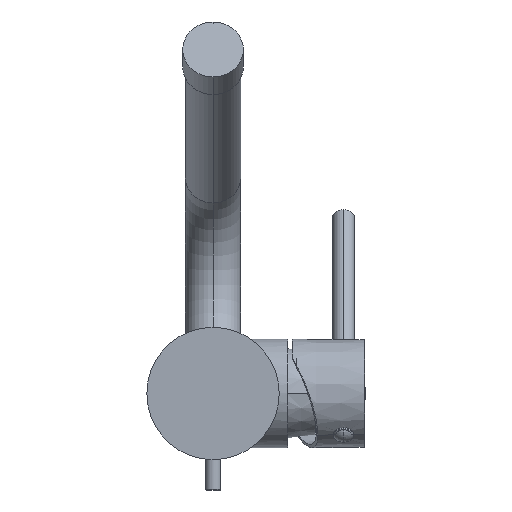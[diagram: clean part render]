
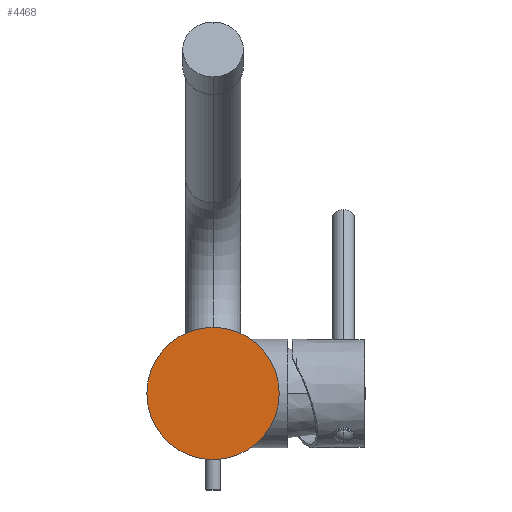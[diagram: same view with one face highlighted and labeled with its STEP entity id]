
A CAD part, front view. The second image highlights one B-rep face of the part: STEP entity #4468.
In plain terms, the highlighted planar face has unit normal (0, -1, 0).
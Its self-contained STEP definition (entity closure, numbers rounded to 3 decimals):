
#4421=CARTESIAN_POINT('',(0.,-4.,0.));
#4422=DIRECTION('',(0.,-1.,0.));
#4423=DIRECTION('',(1.,0.,0.));
#4424=AXIS2_PLACEMENT_3D('',#4421,#4422,#4423);
#4434=CARTESIAN_POINT('',(0.,-4.,0.));
#4435=DIRECTION('',(0.,1.,0.));
#4436=DIRECTION('',(1.,0.,0.));
#4437=AXIS2_PLACEMENT_3D('',#4434,#4435,#4436);
#4449=CARTESIAN_POINT('',(24.,-4.,0.));
#4451=VERTEX_POINT('',#4449);
#4453=CARTESIAN_POINT('',(-24.,-4.,0.));
#4455=VERTEX_POINT('',#4453);
#4457=CARTESIAN_POINT('',(0.,-4.,0.));
#4458=DIRECTION('',(0.,-1.,0.));
#4459=DIRECTION('',(-1.,0.,0.));
#4460=AXIS2_PLACEMENT_3D('',#4457,#4458,#4459);
#4461=PLANE('',#4460);
#4463=ORIENTED_EDGE('',*,*,#4462,.F.);
#4465=ORIENTED_EDGE('',*,*,#4464,.T.);
#4466=EDGE_LOOP('',(#4463,#4465));
#4467=FACE_OUTER_BOUND('',#4466,.F.);
#4468=ADVANCED_FACE('',(#4467),#4461,.T.);
#4425=CIRCLE('',#4424,24.);
#4438=CIRCLE('',#4437,24.);
#4462=EDGE_CURVE('',#4451,#4455,#4425,.T.);
#4464=EDGE_CURVE('',#4451,#4455,#4438,.T.);
